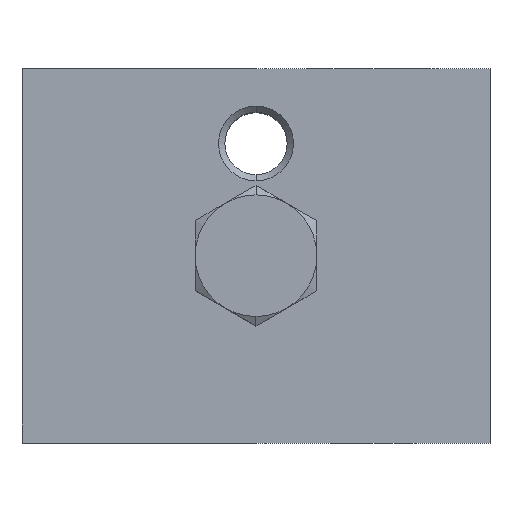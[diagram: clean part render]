
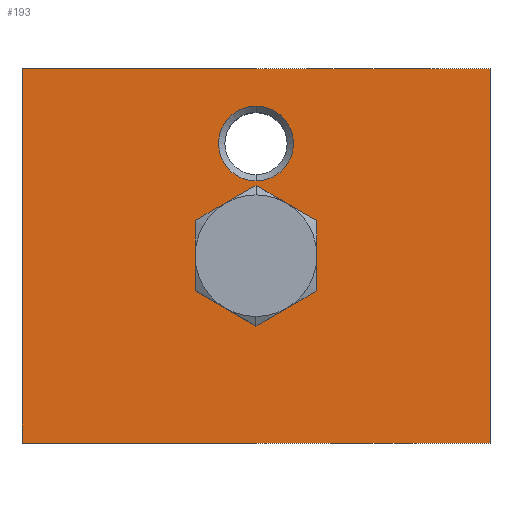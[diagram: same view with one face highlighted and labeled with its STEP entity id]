
A CAD part, top view. The second image highlights one B-rep face of the part: STEP entity #193.
In plain terms, the highlighted planar face has unit normal (0, 0, 1).
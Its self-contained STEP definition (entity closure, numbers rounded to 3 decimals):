
#193=ADVANCED_FACE('',(#300,#301,#302),#303,.T.);
#300=FACE_BOUND('',#478,.T.);
#301=FACE_BOUND('',#479,.T.);
#302=FACE_OUTER_BOUND('',#480,.T.);
#303=PLANE('',#481);
#478=EDGE_LOOP('',(#764,#765));
#479=EDGE_LOOP('',(#766,#767));
#480=EDGE_LOOP('',(#768,#769,#770,#771));
#481=AXIS2_PLACEMENT_3D('',#772,#773,#774);
#764=ORIENTED_EDGE('',*,*,#1251,.T.);
#765=ORIENTED_EDGE('',*,*,#1239,.T.);
#766=ORIENTED_EDGE('',*,*,#1255,.T.);
#767=ORIENTED_EDGE('',*,*,#1229,.T.);
#768=ORIENTED_EDGE('',*,*,#1264,.T.);
#769=ORIENTED_EDGE('',*,*,#1265,.T.);
#770=ORIENTED_EDGE('',*,*,#1266,.T.);
#771=ORIENTED_EDGE('',*,*,#1267,.T.);
#772=CARTESIAN_POINT('',(0.0,20.0,11.0));
#773=DIRECTION('',(0.0,0.0,1.0));
#774=DIRECTION('',(1.0,0.0,0.0));
#1229=EDGE_CURVE('',#1425,#1422,#1426,.T.);
#1239=EDGE_CURVE('',#1443,#1440,#1444,.T.);
#1251=EDGE_CURVE('',#1440,#1443,#1461,.T.);
#1255=EDGE_CURVE('',#1422,#1425,#1465,.T.);
#1264=EDGE_CURVE('',#1474,#1475,#1476,.T.);
#1265=EDGE_CURVE('',#1475,#1477,#1478,.T.);
#1266=EDGE_CURVE('',#1477,#1479,#1480,.T.);
#1267=EDGE_CURVE('',#1479,#1474,#1481,.T.);
#1422=VERTEX_POINT('',#1714);
#1425=VERTEX_POINT('',#1718);
#1426=CIRCLE('',#1719,4.0);
#1440=VERTEX_POINT('',#1738);
#1443=VERTEX_POINT('',#1742);
#1444=CIRCLE('',#1743,4.0);
#1461=CIRCLE('',#1765,4.0);
#1465=CIRCLE('',#1769,4.0);
#1474=VERTEX_POINT('',#1778);
#1475=VERTEX_POINT('',#1779);
#1476=LINE('',#1780,#1781);
#1477=VERTEX_POINT('',#1782);
#1478=LINE('',#1783,#1784);
#1479=VERTEX_POINT('',#1785);
#1480=LINE('',#1786,#1787);
#1481=LINE('',#1788,#1789);
#1714=CARTESIAN_POINT('',(0.,36.0,11.0));
#1718=CARTESIAN_POINT('',(0.,28.0,11.0));
#1719=AXIS2_PLACEMENT_3D('',#2455,#2456,#2457);
#1738=CARTESIAN_POINT('',(0.,24.0,11.0));
#1742=CARTESIAN_POINT('',(0.,16.0,11.0));
#1743=AXIS2_PLACEMENT_3D('',#2473,#2474,#2475);
#1765=AXIS2_PLACEMENT_3D('',#2499,#2500,#2501);
#1769=AXIS2_PLACEMENT_3D('',#2511,#2512,#2513);
#1778=CARTESIAN_POINT('',(25.0,0.0,11.0));
#1779=CARTESIAN_POINT('',(25.0,40.0,11.0));
#1780=CARTESIAN_POINT('',(25.0,20.0,11.0));
#1781=VECTOR('',#2538,1.0);
#1782=CARTESIAN_POINT('',(-25.0,40.0,11.0));
#1783=CARTESIAN_POINT('',(0.0,40.0,11.0));
#1784=VECTOR('',#2539,1.0);
#1785=CARTESIAN_POINT('',(-25.0,0.0,11.0));
#1786=CARTESIAN_POINT('',(-25.0,20.0,11.0));
#1787=VECTOR('',#2540,1.0);
#1788=CARTESIAN_POINT('',(0.0,0.0,11.0));
#1789=VECTOR('',#2541,1.0);
#2455=CARTESIAN_POINT('',(0.,32.0,11.0));
#2456=DIRECTION('',(0.0,0.0,-1.0));
#2457=DIRECTION('',(0.0,1.0,0.0));
#2473=CARTESIAN_POINT('',(0.,20.0,11.0));
#2474=DIRECTION('',(0.0,0.0,-1.0));
#2475=DIRECTION('',(0.0,1.0,0.0));
#2499=CARTESIAN_POINT('',(0.,20.0,11.0));
#2500=DIRECTION('',(0.0,0.0,-1.0));
#2501=DIRECTION('',(0.0,1.0,0.0));
#2511=CARTESIAN_POINT('',(0.,32.0,11.0));
#2512=DIRECTION('',(0.0,0.0,-1.0));
#2513=DIRECTION('',(0.0,1.0,0.0));
#2538=DIRECTION('',(0.0,1.0,0.0));
#2539=DIRECTION('',(-1.0,0.0,0.0));
#2540=DIRECTION('',(0.0,-1.0,0.0));
#2541=DIRECTION('',(1.0,0.0,0.0));
